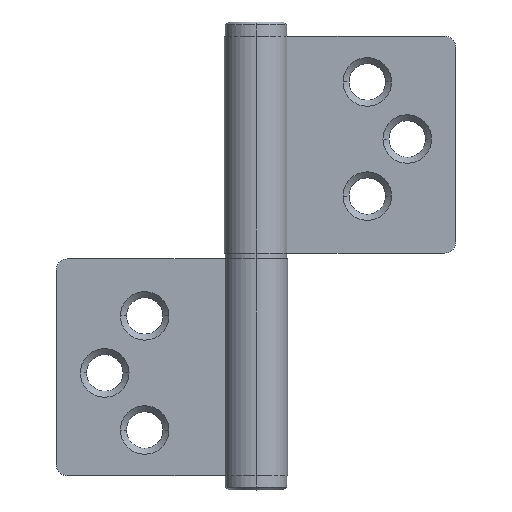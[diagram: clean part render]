
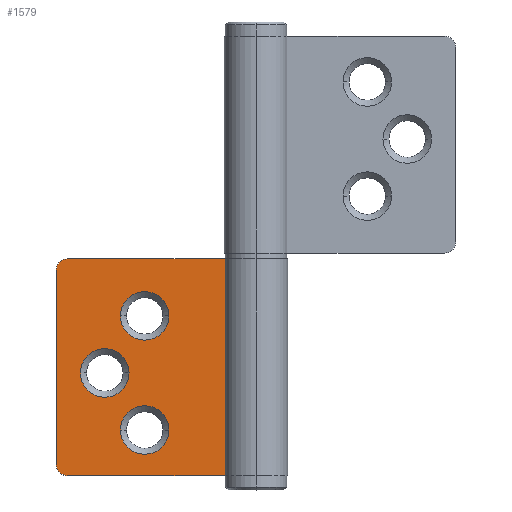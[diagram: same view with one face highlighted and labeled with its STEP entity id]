
A CAD part, top view. The second image highlights one B-rep face of the part: STEP entity #1579.
In plain terms, the highlighted planar face has unit normal (0, 0, 1).
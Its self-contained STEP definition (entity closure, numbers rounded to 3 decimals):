
#26 = AXIS2_PLACEMENT_3D ( 'NONE', #611, #1047, #626 ) ;
#45 = CIRCLE ( 'NONE', #26, 4.25 ) ;
#113 = VECTOR ( 'NONE', #1035, 1000. ) ;
#223 = EDGE_CURVE ( 'NONE', #2497, #2480, #1417, .T. ) ;
#232 = EDGE_CURVE ( 'NONE', #1684, #2476, #2172, .T. ) ;
#333 = EDGE_CURVE ( 'NONE', #2498, #2467, #1357, .T. ) ;
#400 = EDGE_CURVE ( 'NONE', #2474, #2476, #2219, .T. ) ;
#408 = EDGE_CURVE ( 'NONE', #1691, #2469, #1287, .T. ) ;
#427 = CARTESIAN_POINT ( 'NONE',  ( -5.407, 19., 1.25 ) ) ;
#454 = CARTESIAN_POINT ( 'NONE',  ( -15.25, -11., 1.25 ) ) ;
#494 = CARTESIAN_POINT ( 'NONE',  ( -15.25, 9., 1.25 ) ) ;
#509 = DIRECTION ( 'NONE',  ( 1., 0., 0. ) ) ;
#510 = CARTESIAN_POINT ( 'NONE',  ( -35., -17., 1.25 ) ) ;
#529 = CARTESIAN_POINT ( 'NONE',  ( -30.75, -1., 1.25 ) ) ;
#573 = DIRECTION ( 'NONE',  ( 0., 0., 1. ) ) ;
#580 = DIRECTION ( 'NONE',  ( 0., 0., 1. ) ) ;
#602 = CARTESIAN_POINT ( 'NONE',  ( -19.5, 9., 1.25 ) ) ;
#611 = CARTESIAN_POINT ( 'NONE',  ( -19.5, 9., 1.25 ) ) ;
#626 = DIRECTION ( 'NONE',  ( -1., 0., 0. ) ) ;
#627 = DIRECTION ( 'NONE',  ( -1., 0., 0. ) ) ;
#640 = CARTESIAN_POINT ( 'NONE',  ( -33., -17., 1.25 ) ) ;
#641 = DIRECTION ( 'NONE',  ( -1., 0., 0. ) ) ;
#650 = DIRECTION ( 'NONE',  ( 0., 0., -1. ) ) ;
#730 = CARTESIAN_POINT ( 'NONE',  ( -19.5, -11., 1.25 ) ) ;
#734 = DIRECTION ( 'NONE',  ( -1., 0., 0. ) ) ;
#744 = CARTESIAN_POINT ( 'NONE',  ( -33., 19., 1.25 ) ) ;
#755 = DIRECTION ( 'NONE',  ( 0., 0., -1. ) ) ;
#795 = CARTESIAN_POINT ( 'NONE',  ( -19.5, -11., 1.25 ) ) ;
#836 = CARTESIAN_POINT ( 'NONE',  ( -5.407, 19., 1.25 ) ) ;
#866 = DIRECTION ( 'NONE',  ( 0., -1., 0. ) ) ;
#889 = CARTESIAN_POINT ( 'NONE',  ( -26.5, -1., 1.25 ) ) ;
#908 = DIRECTION ( 'NONE',  ( -1., 0., 0. ) ) ;
#919 = CARTESIAN_POINT ( 'NONE',  ( -35., 17., 1.25 ) ) ;
#953 = CARTESIAN_POINT ( 'NONE',  ( -26.5, -1., 1.25 ) ) ;
#960 = DIRECTION ( 'NONE',  ( 0., 0., -1. ) ) ;
#976 = DIRECTION ( 'NONE',  ( 0., 0., -1. ) ) ;
#981 = PLANE ( 'NONE',  #1338 ) ;
#994 = DIRECTION ( 'NONE',  ( 0., 0., -1. ) ) ;
#999 = DIRECTION ( 'NONE',  ( 0., 0., -1. ) ) ;
#1014 = CARTESIAN_POINT ( 'NONE',  ( -5.407, -19., 1.25 ) ) ;
#1029 = CARTESIAN_POINT ( 'NONE',  ( -33., -19., 1.25 ) ) ;
#1035 = DIRECTION ( 'NONE',  ( 0., -1., 0. ) ) ;
#1039 = CARTESIAN_POINT ( 'NONE',  ( -22.25, -1., 1.25 ) ) ;
#1047 = DIRECTION ( 'NONE',  ( 0., 0., -1. ) ) ;
#1048 = DIRECTION ( 'NONE',  ( -1., 0., 0. ) ) ;
#1057 = DIRECTION ( 'NONE',  ( -1., 0., 0. ) ) ;
#1075 = CARTESIAN_POINT ( 'NONE',  ( -23.75, -11., 1.25 ) ) ;
#1104 = DIRECTION ( 'NONE',  ( 1., 0., 0. ) ) ;
#1115 = CARTESIAN_POINT ( 'NONE',  ( -35., -19., 1.25 ) ) ;
#1127 = DIRECTION ( 'NONE',  ( -1., 0., 0. ) ) ;
#1128 = CARTESIAN_POINT ( 'NONE',  ( -35., 19., 1.25 ) ) ;
#1145 = CARTESIAN_POINT ( 'NONE',  ( -33., 17., 1.25 ) ) ;
#1147 = CARTESIAN_POINT ( 'NONE',  ( -35., 19., 1.25 ) ) ;
#1149 = DIRECTION ( 'NONE',  ( -1., 0., 0. ) ) ;
#1151 = CARTESIAN_POINT ( 'NONE',  ( -35., 19., 1.25 ) ) ;
#1176 = CARTESIAN_POINT ( 'NONE',  ( -23.75, 9., 1.25 ) ) ;
#1244 = EDGE_LOOP ( 'NONE', ( #2065, #2064 ) ) ;
#1246 = EDGE_LOOP ( 'NONE', ( #2061, #2063 ) ) ;
#1283 = CIRCLE ( 'NONE', #1335, 4.25 ) ;
#1287 = CIRCLE ( 'NONE', #1356, 4.25 ) ;
#1325 = AXIS2_PLACEMENT_3D ( 'NONE', #889, #960, #908 ) ;
#1331 = CIRCLE ( 'NONE', #1358, 2. ) ;
#1335 = AXIS2_PLACEMENT_3D ( 'NONE', #730, #999, #1127 ) ;
#1338 = AXIS2_PLACEMENT_3D ( 'NONE', #1151, #650, #641 ) ;
#1348 = AXIS2_PLACEMENT_3D ( 'NONE', #953, #994, #1048 ) ;
#1356 = AXIS2_PLACEMENT_3D ( 'NONE', #602, #976, #1057 ) ;
#1357 = CIRCLE ( 'NONE', #1325, 4.25 ) ;
#1358 = AXIS2_PLACEMENT_3D ( 'NONE', #640, #580, #627 ) ;
#1361 = VECTOR ( 'NONE', #509, 1000. ) ;
#1416 = AXIS2_PLACEMENT_3D ( 'NONE', #795, #755, #734 ) ;
#1417 = CIRCLE ( 'NONE', #1416, 4.25 ) ;
#1421 = VECTOR ( 'NONE', #866, 1000. ) ;
#1518 = CIRCLE ( 'NONE', #1572, 2. ) ;
#1522 = VECTOR ( 'NONE', #1104, 1000. ) ;
#1545 = CIRCLE ( 'NONE', #1348, 4.25 ) ;
#1572 = AXIS2_PLACEMENT_3D ( 'NONE', #1145, #573, #1149 ) ;
#1579 = ADVANCED_FACE ( 'NONE', ( #2232, #2233, #2234, #2235 ), #981, .F. ) ;
#1580 = EDGE_CURVE ( 'NONE', #2480, #2497, #1283, .T. ) ;
#1582 = EDGE_CURVE ( 'NONE', #1666, #2474, #1331, .T. ) ;
#1590 = EDGE_CURVE ( 'NONE', #2467, #2498, #1545, .T. ) ;
#1594 = EDGE_CURVE ( 'NONE', #2428, #1661, #1518, .T. ) ;
#1598 = EDGE_CURVE ( 'NONE', #2428, #1684, #2251, .T. ) ;
#1639 = EDGE_CURVE ( 'NONE', #2469, #1691, #45, .T. ) ;
#1647 = EDGE_CURVE ( 'NONE', #1661, #1666, #2289, .T. ) ;
#1661 = VERTEX_POINT ( 'NONE', #919 ) ;
#1666 = VERTEX_POINT ( 'NONE', #510 ) ;
#1684 = VERTEX_POINT ( 'NONE', #836 ) ;
#1691 = VERTEX_POINT ( 'NONE', #494 ) ;
#1995 = EDGE_LOOP ( 'NONE', ( #2067, #2066 ) ) ;
#2031 = EDGE_LOOP ( 'NONE', ( #2069, #2068, #2062, #2071, #2070, #2073 ) ) ;
#2061 = ORIENTED_EDGE ( 'NONE', *, *, #408, .T. ) ;
#2062 = ORIENTED_EDGE ( 'NONE', *, *, #400, .T. ) ;
#2063 = ORIENTED_EDGE ( 'NONE', *, *, #1639, .T. ) ;
#2064 = ORIENTED_EDGE ( 'NONE', *, *, #1590, .T. ) ;
#2065 = ORIENTED_EDGE ( 'NONE', *, *, #333, .T. ) ;
#2066 = ORIENTED_EDGE ( 'NONE', *, *, #1580, .T. ) ;
#2067 = ORIENTED_EDGE ( 'NONE', *, *, #223, .T. ) ;
#2068 = ORIENTED_EDGE ( 'NONE', *, *, #1582, .T. ) ;
#2069 = ORIENTED_EDGE ( 'NONE', *, *, #1647, .T. ) ;
#2070 = ORIENTED_EDGE ( 'NONE', *, *, #1598, .F. ) ;
#2071 = ORIENTED_EDGE ( 'NONE', *, *, #232, .F. ) ;
#2073 = ORIENTED_EDGE ( 'NONE', *, *, #1594, .T. ) ;
#2172 = LINE ( 'NONE', #427, #1421 ) ;
#2219 = LINE ( 'NONE', #1115, #1522 ) ;
#2232 = FACE_BOUND ( 'NONE', #1246, .T. ) ;
#2233 = FACE_BOUND ( 'NONE', #1244, .T. ) ;
#2234 = FACE_BOUND ( 'NONE', #1995, .T. ) ;
#2235 = FACE_OUTER_BOUND ( 'NONE', #2031, .T. ) ;
#2251 = LINE ( 'NONE', #1147, #1361 ) ;
#2289 = LINE ( 'NONE', #1128, #113 ) ;
#2428 = VERTEX_POINT ( 'NONE', #744 ) ;
#2467 = VERTEX_POINT ( 'NONE', #529 ) ;
#2469 = VERTEX_POINT ( 'NONE', #1176 ) ;
#2474 = VERTEX_POINT ( 'NONE', #1029 ) ;
#2476 = VERTEX_POINT ( 'NONE', #1014 ) ;
#2480 = VERTEX_POINT ( 'NONE', #1075 ) ;
#2497 = VERTEX_POINT ( 'NONE', #454 ) ;
#2498 = VERTEX_POINT ( 'NONE', #1039 ) ;
